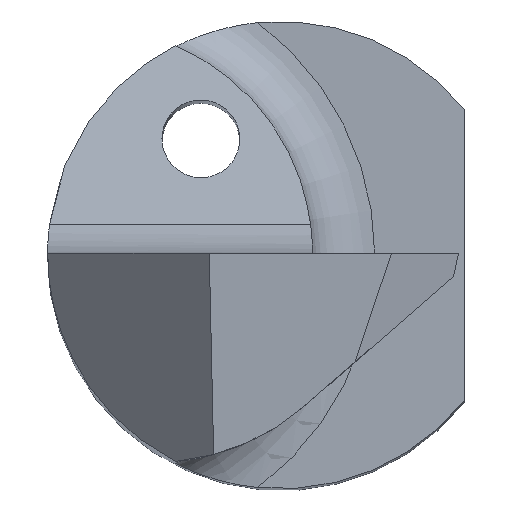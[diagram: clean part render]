
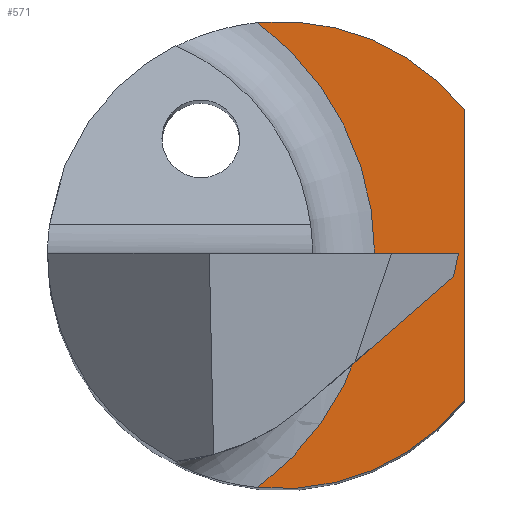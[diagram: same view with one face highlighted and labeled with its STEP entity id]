
A CAD part, top view. The second image highlights one B-rep face of the part: STEP entity #571.
In plain terms, the highlighted planar face has unit normal (0, 0, 1).
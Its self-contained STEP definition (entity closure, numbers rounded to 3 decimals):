
#18 = VERTEX_POINT ( 'NONE', #782 ) ;
#25 = AXIS2_PLACEMENT_3D ( 'NONE', #542, #298, #557 ) ;
#49 = ORIENTED_EDGE ( 'NONE', *, *, #334, .T. ) ;
#55 = CARTESIAN_POINT ( 'NONE',  ( -2.514, 0., 14.75 ) ) ;
#59 = EDGE_CURVE ( 'NONE', #280, #746, #139, .T. ) ;
#77 = CARTESIAN_POINT ( 'NONE',  ( 1.2, 0., 14.75 ) ) ;
#114 = CARTESIAN_POINT ( 'NONE',  ( -2.514, 0., 14.75 ) ) ;
#129 = ORIENTED_EDGE ( 'NONE', *, *, #59, .T. ) ;
#132 = CARTESIAN_POINT ( 'NONE',  ( 0., 0., 14.75 ) ) ;
#134 = EDGE_CURVE ( 'NONE', #225, #280, #237, .T. ) ;
#135 = VERTEX_POINT ( 'NONE', #651 ) ;
#139 = CIRCLE ( 'NONE', #215, 3.714 ) ;
#182 = VECTOR ( 'NONE', #566, 1000. ) ;
#214 = ORIENTED_EDGE ( 'NONE', *, *, #347, .T. ) ;
#215 = AXIS2_PLACEMENT_3D ( 'NONE', #55, #638, #713 ) ;
#217 = CARTESIAN_POINT ( 'NONE',  ( -0.304, 2.985, 14.75 ) ) ;
#225 = VERTEX_POINT ( 'NONE', #217 ) ;
#237 = CIRCLE ( 'NONE', #755, 3.714 ) ;
#280 = VERTEX_POINT ( 'NONE', #77 ) ;
#292 = DIRECTION ( 'NONE',  ( 1., 0., 0. ) ) ;
#298 = DIRECTION ( 'NONE',  ( 0., 0., 1. ) ) ;
#304 = FACE_OUTER_BOUND ( 'NONE', #743, .T. ) ;
#334 = EDGE_CURVE ( 'NONE', #746, #18, #686, .T. ) ;
#347 = EDGE_CURVE ( 'NONE', #135, #225, #358, .T. ) ;
#358 = CIRCLE ( 'NONE', #494, 3. ) ;
#394 = AXIS2_PLACEMENT_3D ( 'NONE', #132, #448, #644 ) ;
#448 = DIRECTION ( 'NONE',  ( 0., 0., 1. ) ) ;
#484 = EDGE_CURVE ( 'NONE', #18, #135, #827, .T. ) ;
#494 = AXIS2_PLACEMENT_3D ( 'NONE', #820, #613, #292 ) ;
#520 = DIRECTION ( 'NONE',  ( 0., 0., -1. ) ) ;
#542 = CARTESIAN_POINT ( 'NONE',  ( 0., 0., 14.75 ) ) ;
#549 = ORIENTED_EDGE ( 'NONE', *, *, #134, .T. ) ;
#557 = DIRECTION ( 'NONE',  ( 1., 0., 0. ) ) ;
#566 = DIRECTION ( 'NONE',  ( 0., 1., 0. ) ) ;
#571 = ADVANCED_FACE ( 'NONE', ( #304 ), #579, .T. ) ;
#579 = PLANE ( 'NONE',  #394 ) ;
#598 = ORIENTED_EDGE ( 'NONE', *, *, #484, .T. ) ;
#604 = CARTESIAN_POINT ( 'NONE',  ( -0.304, -2.985, 14.75 ) ) ;
#613 = DIRECTION ( 'NONE',  ( 0., 0., 1. ) ) ;
#628 = CARTESIAN_POINT ( 'NONE',  ( 2.35, -0.5, 14.75 ) ) ;
#638 = DIRECTION ( 'NONE',  ( 0., 0., -1. ) ) ;
#644 = DIRECTION ( 'NONE',  ( 1., 0., 0. ) ) ;
#651 = CARTESIAN_POINT ( 'NONE',  ( 2.35, 1.865, 14.75 ) ) ;
#686 = CIRCLE ( 'NONE', #25, 3. ) ;
#713 = DIRECTION ( 'NONE',  ( 1., 0., 0. ) ) ;
#743 = EDGE_LOOP ( 'NONE', ( #214, #549, #129, #49, #598 ) ) ;
#746 = VERTEX_POINT ( 'NONE', #604 ) ;
#755 = AXIS2_PLACEMENT_3D ( 'NONE', #114, #520, #772 ) ;
#772 = DIRECTION ( 'NONE',  ( 1., 0., 0. ) ) ;
#782 = CARTESIAN_POINT ( 'NONE',  ( 2.35, -1.865, 14.75 ) ) ;
#820 = CARTESIAN_POINT ( 'NONE',  ( 0., 0., 14.75 ) ) ;
#827 = LINE ( 'NONE', #628, #182 ) ;
